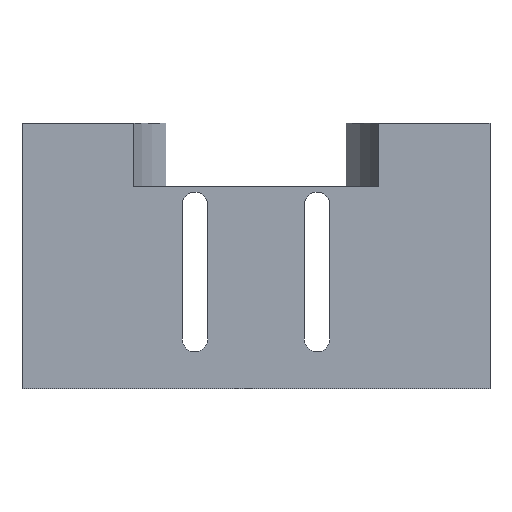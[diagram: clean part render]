
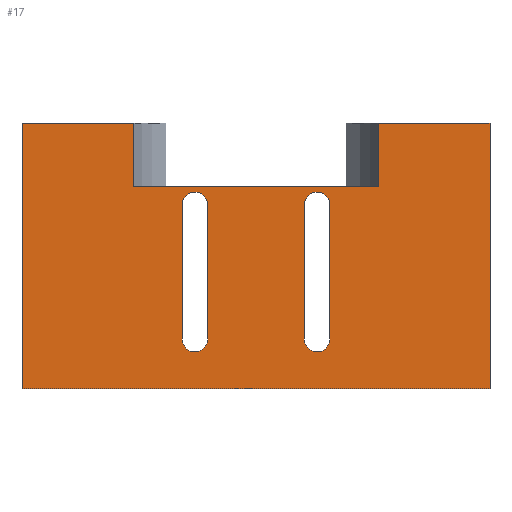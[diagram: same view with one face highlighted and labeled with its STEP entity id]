
A CAD part, left-side view. The second image highlights one B-rep face of the part: STEP entity #17.
In plain terms, the highlighted planar face has unit normal (-1, 0, 0).
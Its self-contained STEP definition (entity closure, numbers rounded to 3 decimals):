
#17 = ADVANCED_FACE('',(#18,#84,#145),#206,.F.);
#18 = FACE_BOUND('',#19,.F.);
#19 = EDGE_LOOP('',(#20,#30,#38,#46,#54,#62,#70,#78));
#20 = ORIENTED_EDGE('',*,*,#21,.F.);
#21 = EDGE_CURVE('',#22,#24,#26,.T.);
#22 = VERTEX_POINT('',#23);
#23 = CARTESIAN_POINT('',(3.5,-22.,0.));
#24 = VERTEX_POINT('',#25);
#25 = CARTESIAN_POINT('',(3.5,-11.478,0.));
#26 = LINE('',#27,#28);
#27 = CARTESIAN_POINT('',(3.5,-22.,0.));
#28 = VECTOR('',#29,1.);
#29 = DIRECTION('',(0.,1.,0.));
#30 = ORIENTED_EDGE('',*,*,#31,.F.);
#31 = EDGE_CURVE('',#32,#22,#34,.T.);
#32 = VERTEX_POINT('',#33);
#33 = CARTESIAN_POINT('',(3.5,-22.,-25.));
#34 = LINE('',#35,#36);
#35 = CARTESIAN_POINT('',(3.5,-22.,-25.));
#36 = VECTOR('',#37,1.);
#37 = DIRECTION('',(0.,0.,1.));
#38 = ORIENTED_EDGE('',*,*,#39,.T.);
#39 = EDGE_CURVE('',#32,#40,#42,.T.);
#40 = VERTEX_POINT('',#41);
#41 = CARTESIAN_POINT('',(3.5,22.,-25.));
#42 = LINE('',#43,#44);
#43 = CARTESIAN_POINT('',(3.5,-22.,-25.));
#44 = VECTOR('',#45,1.);
#45 = DIRECTION('',(0.,1.,0.));
#46 = ORIENTED_EDGE('',*,*,#47,.T.);
#47 = EDGE_CURVE('',#40,#48,#50,.T.);
#48 = VERTEX_POINT('',#49);
#49 = CARTESIAN_POINT('',(3.5,22.,0.));
#50 = LINE('',#51,#52);
#51 = CARTESIAN_POINT('',(3.5,22.,-25.));
#52 = VECTOR('',#53,1.);
#53 = DIRECTION('',(0.,0.,1.));
#54 = ORIENTED_EDGE('',*,*,#55,.F.);
#55 = EDGE_CURVE('',#56,#48,#58,.T.);
#56 = VERTEX_POINT('',#57);
#57 = CARTESIAN_POINT('',(3.5,11.478,0.));
#58 = LINE('',#59,#60);
#59 = CARTESIAN_POINT('',(3.5,-22.,0.));
#60 = VECTOR('',#61,1.);
#61 = DIRECTION('',(0.,1.,0.));
#62 = ORIENTED_EDGE('',*,*,#63,.T.);
#63 = EDGE_CURVE('',#56,#64,#66,.T.);
#64 = VERTEX_POINT('',#65);
#65 = CARTESIAN_POINT('',(3.5,11.478,-6.));
#66 = LINE('',#67,#68);
#67 = CARTESIAN_POINT('',(3.5,11.478,-6.));
#68 = VECTOR('',#69,1.);
#69 = DIRECTION('',(-0.,-0.,-1.));
#70 = ORIENTED_EDGE('',*,*,#71,.T.);
#71 = EDGE_CURVE('',#64,#72,#74,.T.);
#72 = VERTEX_POINT('',#73);
#73 = CARTESIAN_POINT('',(3.5,-11.478,-6.));
#74 = LINE('',#75,#76);
#75 = CARTESIAN_POINT('',(3.5,-11.,-6.));
#76 = VECTOR('',#77,1.);
#77 = DIRECTION('',(0.,-1.,0.));
#78 = ORIENTED_EDGE('',*,*,#79,.F.);
#79 = EDGE_CURVE('',#24,#72,#80,.T.);
#80 = LINE('',#81,#82);
#81 = CARTESIAN_POINT('',(3.5,-11.478,-6.));
#82 = VECTOR('',#83,1.);
#83 = DIRECTION('',(-0.,-0.,-1.));
#84 = FACE_BOUND('',#85,.F.);
#85 = EDGE_LOOP('',(#86,#96,#104,#113,#122,#130,#138));
#86 = ORIENTED_EDGE('',*,*,#87,.F.);
#87 = EDGE_CURVE('',#88,#90,#92,.T.);
#88 = VERTEX_POINT('',#89);
#89 = CARTESIAN_POINT('',(3.5,6.95,-20.2));
#90 = VERTEX_POINT('',#91);
#91 = CARTESIAN_POINT('',(3.5,6.95,-7.7));
#92 = LINE('',#93,#94);
#93 = CARTESIAN_POINT('',(3.5,6.95,-16.35));
#94 = VECTOR('',#95,1.);
#95 = DIRECTION('',(0.,0.,1.));
#96 = ORIENTED_EDGE('',*,*,#97,.F.);
#97 = EDGE_CURVE('',#98,#88,#100,.T.);
#98 = VERTEX_POINT('',#99);
#99 = CARTESIAN_POINT('',(3.5,6.946,-20.2));
#100 = LINE('',#101,#102);
#101 = CARTESIAN_POINT('',(3.5,-8.725,-20.2));
#102 = VECTOR('',#103,1.);
#103 = DIRECTION('',(0.,1.,0.));
#104 = ORIENTED_EDGE('',*,*,#105,.T.);
#105 = EDGE_CURVE('',#98,#106,#108,.T.);
#106 = VERTEX_POINT('',#107);
#107 = CARTESIAN_POINT('',(3.5,5.75,-21.5));
#108 = CIRCLE('',#109,1.2);
#109 = AXIS2_PLACEMENT_3D('',#110,#111,#112);
#110 = CARTESIAN_POINT('',(3.5,5.75,-20.3));
#111 = DIRECTION('',(-1.,-0.,0.));
#112 = DIRECTION('',(0.,0.,-1.));
#113 = ORIENTED_EDGE('',*,*,#114,.T.);
#114 = EDGE_CURVE('',#106,#115,#117,.T.);
#115 = VERTEX_POINT('',#116);
#116 = CARTESIAN_POINT('',(3.5,4.554,-20.2));
#117 = CIRCLE('',#118,1.2);
#118 = AXIS2_PLACEMENT_3D('',#119,#120,#121);
#119 = CARTESIAN_POINT('',(3.5,5.75,-20.3));
#120 = DIRECTION('',(-1.,-0.,0.));
#121 = DIRECTION('',(0.,0.,-1.));
#122 = ORIENTED_EDGE('',*,*,#123,.F.);
#123 = EDGE_CURVE('',#124,#115,#126,.T.);
#124 = VERTEX_POINT('',#125);
#125 = CARTESIAN_POINT('',(3.5,4.55,-20.2));
#126 = LINE('',#127,#128);
#127 = CARTESIAN_POINT('',(3.5,-8.725,-20.2));
#128 = VECTOR('',#129,1.);
#129 = DIRECTION('',(0.,1.,0.));
#130 = ORIENTED_EDGE('',*,*,#131,.T.);
#131 = EDGE_CURVE('',#124,#132,#134,.T.);
#132 = VERTEX_POINT('',#133);
#133 = CARTESIAN_POINT('',(3.5,4.55,-7.7));
#134 = LINE('',#135,#136);
#135 = CARTESIAN_POINT('',(3.5,4.55,-16.35));
#136 = VECTOR('',#137,1.);
#137 = DIRECTION('',(0.,0.,1.));
#138 = ORIENTED_EDGE('',*,*,#139,.T.);
#139 = EDGE_CURVE('',#132,#90,#140,.T.);
#140 = CIRCLE('',#141,1.2);
#141 = AXIS2_PLACEMENT_3D('',#142,#143,#144);
#142 = CARTESIAN_POINT('',(3.5,5.75,-7.7));
#143 = DIRECTION('',(-1.,-0.,0.));
#144 = DIRECTION('',(0.,0.,-1.));
#145 = FACE_BOUND('',#146,.F.);
#146 = EDGE_LOOP('',(#147,#157,#165,#174,#183,#191,#199));
#147 = ORIENTED_EDGE('',*,*,#148,.F.);
#148 = EDGE_CURVE('',#149,#151,#153,.T.);
#149 = VERTEX_POINT('',#150);
#150 = CARTESIAN_POINT('',(3.5,-4.55,-20.2));
#151 = VERTEX_POINT('',#152);
#152 = CARTESIAN_POINT('',(3.5,-4.55,-7.7));
#153 = LINE('',#154,#155);
#154 = CARTESIAN_POINT('',(3.5,-4.55,-16.35));
#155 = VECTOR('',#156,1.);
#156 = DIRECTION('',(0.,0.,1.));
#157 = ORIENTED_EDGE('',*,*,#158,.F.);
#158 = EDGE_CURVE('',#159,#149,#161,.T.);
#159 = VERTEX_POINT('',#160);
#160 = CARTESIAN_POINT('',(3.5,-4.554,-20.2));
#161 = LINE('',#162,#163);
#162 = CARTESIAN_POINT('',(3.5,-14.475,-20.2));
#163 = VECTOR('',#164,1.);
#164 = DIRECTION('',(0.,1.,0.));
#165 = ORIENTED_EDGE('',*,*,#166,.T.);
#166 = EDGE_CURVE('',#159,#167,#169,.T.);
#167 = VERTEX_POINT('',#168);
#168 = CARTESIAN_POINT('',(3.5,-5.75,-21.5));
#169 = CIRCLE('',#170,1.2);
#170 = AXIS2_PLACEMENT_3D('',#171,#172,#173);
#171 = CARTESIAN_POINT('',(3.5,-5.75,-20.3));
#172 = DIRECTION('',(-1.,-0.,0.));
#173 = DIRECTION('',(0.,0.,-1.));
#174 = ORIENTED_EDGE('',*,*,#175,.T.);
#175 = EDGE_CURVE('',#167,#176,#178,.T.);
#176 = VERTEX_POINT('',#177);
#177 = CARTESIAN_POINT('',(3.5,-6.946,-20.2));
#178 = CIRCLE('',#179,1.2);
#179 = AXIS2_PLACEMENT_3D('',#180,#181,#182);
#180 = CARTESIAN_POINT('',(3.5,-5.75,-20.3));
#181 = DIRECTION('',(-1.,-0.,0.));
#182 = DIRECTION('',(0.,0.,-1.));
#183 = ORIENTED_EDGE('',*,*,#184,.F.);
#184 = EDGE_CURVE('',#185,#176,#187,.T.);
#185 = VERTEX_POINT('',#186);
#186 = CARTESIAN_POINT('',(3.5,-6.95,-20.2));
#187 = LINE('',#188,#189);
#188 = CARTESIAN_POINT('',(3.5,-14.475,-20.2));
#189 = VECTOR('',#190,1.);
#190 = DIRECTION('',(0.,1.,0.));
#191 = ORIENTED_EDGE('',*,*,#192,.T.);
#192 = EDGE_CURVE('',#185,#193,#195,.T.);
#193 = VERTEX_POINT('',#194);
#194 = CARTESIAN_POINT('',(3.5,-6.95,-7.7));
#195 = LINE('',#196,#197);
#196 = CARTESIAN_POINT('',(3.5,-6.95,-16.35));
#197 = VECTOR('',#198,1.);
#198 = DIRECTION('',(0.,0.,1.));
#199 = ORIENTED_EDGE('',*,*,#200,.T.);
#200 = EDGE_CURVE('',#193,#151,#201,.T.);
#201 = CIRCLE('',#202,1.2);
#202 = AXIS2_PLACEMENT_3D('',#203,#204,#205);
#203 = CARTESIAN_POINT('',(3.5,-5.75,-7.7));
#204 = DIRECTION('',(-1.,-0.,0.));
#205 = DIRECTION('',(0.,0.,-1.));
#206 = PLANE('',#207);
#207 = AXIS2_PLACEMENT_3D('',#208,#209,#210);
#208 = CARTESIAN_POINT('',(3.5,-22.,-25.));
#209 = DIRECTION('',(1.,0.,0.));
#210 = DIRECTION('',(0.,0.,1.));
